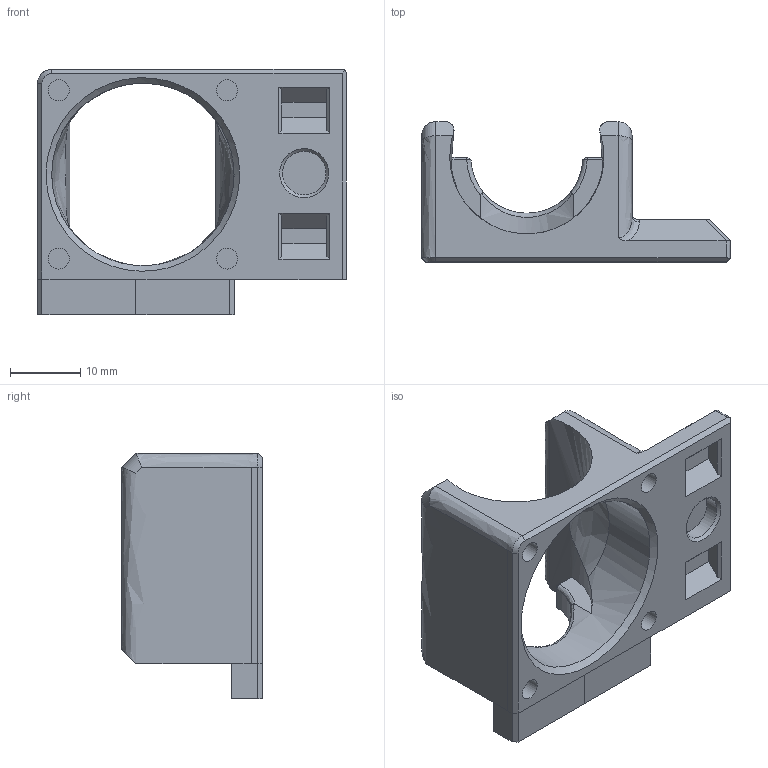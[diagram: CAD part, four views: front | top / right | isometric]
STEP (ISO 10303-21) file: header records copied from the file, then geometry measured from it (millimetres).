
FILE_DESCRIPTION(('FreeCAD Model'),'2;1');
FILE_NAME('e3dv6_fan_holder.step','2020-05-24T17:30:39' ,('Author'),(''),'Open CASCADE STEP processor 7.3','FreeCAD','Unknown' );
FILE_SCHEMA(('AUTOMOTIVE_DESIGN { 1 0 10303 214 1 1 1 1 }'));
Length unit declared in the file: millimetre
Products named in the file (1): e3dv6_fan_holder
Bounding box: 44 x 20 x 35 mm (x, y, z)
Volume: 8170.3 mm3; surface area: 5500.5 mm2
Topology: 1 solids, 1 shells, 93 faces, 252 edges, 164 vertices
Faces by surface type: bspline 76, plane 13, cylinder 4
Full cylindrical faces by diameter (mm): 3 x4
Entity records: 11007 total; most frequent: CARTESIAN_POINT 7183, ORIENTED_EDGE 498, PCURVE 498, DEFINITIONAL_REPRESENTATION 498, B_SPLINE_CURVE_WITH_KNOTS 442, DIRECTION 302, EDGE_CURVE 249, LINE 246
